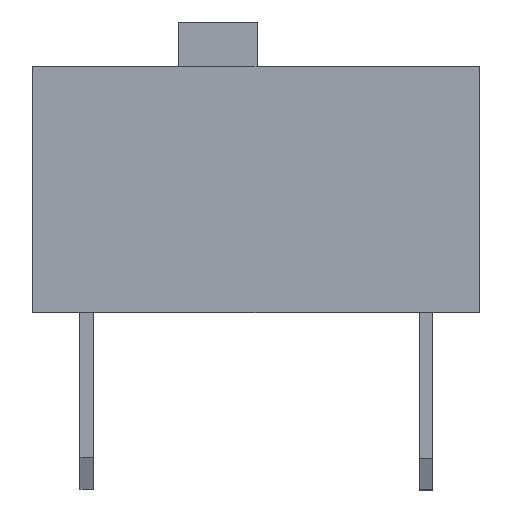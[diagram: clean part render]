
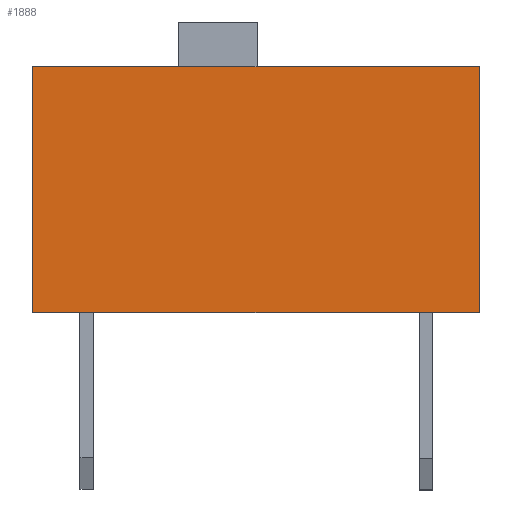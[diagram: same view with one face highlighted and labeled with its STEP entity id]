
A CAD part, top view. The second image highlights one B-rep face of the part: STEP entity #1888.
In plain terms, the highlighted planar face has unit normal (0, 0, 1).
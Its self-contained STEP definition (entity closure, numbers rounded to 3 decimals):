
#485 = PLANE('',#486);
#486 = AXIS2_PLACEMENT_3D('',#487,#488,#489);
#487 = CARTESIAN_POINT('',(-4.321,7.856,
    11.024));
#488 = DIRECTION('',(0.,-1.,0.));
#489 = DIRECTION('',(0.,0.,-1.));
#1638 = VERTEX_POINT('',#1639);
#1639 = CARTESIAN_POINT('',(-4.321,7.856,
    11.024));
#1653 = PLANE('',#1654);
#1654 = AXIS2_PLACEMENT_3D('',#1655,#1656,#1657);
#1655 = CARTESIAN_POINT('',(-4.321,7.856,
    11.024));
#1656 = DIRECTION('',(1.,0.,0.));
#1657 = DIRECTION('',(0.,0.,-1.));
#1665 = EDGE_CURVE('',#1638,#1666,#1668,.T.);
#1666 = VERTEX_POINT('',#1667);
#1667 = CARTESIAN_POINT('',(5.679,7.856,
    11.024));
#1668 = SURFACE_CURVE('',#1669,(#1673,#1680),.PCURVE_S1.);
#1669 = LINE('',#1670,#1671);
#1670 = CARTESIAN_POINT('',(-4.321,7.856,
    11.024));
#1671 = VECTOR('',#1672,1.);
#1672 = DIRECTION('',(1.,0.,0.));
#1673 = PCURVE('',#485,#1674);
#1674 = DEFINITIONAL_REPRESENTATION('',(#1675),#1679);
#1675 = LINE('',#1676,#1677);
#1676 = CARTESIAN_POINT('',(0.,0.));
#1677 = VECTOR('',#1678,1.);
#1678 = DIRECTION('',(0.,1.));
#1679 = ( GEOMETRIC_REPRESENTATION_CONTEXT(2) 
PARAMETRIC_REPRESENTATION_CONTEXT() REPRESENTATION_CONTEXT('2D SPACE',''
  ) );
#1680 = PCURVE('',#1681,#1686);
#1681 = PLANE('',#1682);
#1682 = AXIS2_PLACEMENT_3D('',#1683,#1684,#1685);
#1683 = CARTESIAN_POINT('',(-4.321,7.856,
    11.024));
#1684 = DIRECTION('',(0.,0.,-1.));
#1685 = DIRECTION('',(-1.,0.,0.));
#1686 = DEFINITIONAL_REPRESENTATION('',(#1687),#1691);
#1687 = LINE('',#1688,#1689);
#1688 = CARTESIAN_POINT('',(0.,0.));
#1689 = VECTOR('',#1690,1.);
#1690 = DIRECTION('',(-1.,0.));
#1691 = ( GEOMETRIC_REPRESENTATION_CONTEXT(2) 
PARAMETRIC_REPRESENTATION_CONTEXT() REPRESENTATION_CONTEXT('2D SPACE',''
  ) );
#1707 = PLANE('',#1708);
#1708 = AXIS2_PLACEMENT_3D('',#1709,#1710,#1711);
#1709 = CARTESIAN_POINT('',(5.679,7.856,
    11.024));
#1710 = DIRECTION('',(-1.,0.,0.));
#1711 = DIRECTION('',(0.,0.,1.));
#1819 = VERTEX_POINT('',#1820);
#1820 = CARTESIAN_POINT('',(-4.321,2.356,
    11.024));
#1834 = PLANE('',#1835);
#1835 = AXIS2_PLACEMENT_3D('',#1836,#1837,#1838);
#1836 = CARTESIAN_POINT('',(-4.321,2.356,
    11.024));
#1837 = DIRECTION('',(0.,-1.,0.));
#1838 = DIRECTION('',(0.,0.,-1.));
#1846 = EDGE_CURVE('',#1638,#1819,#1847,.T.);
#1847 = SURFACE_CURVE('',#1848,(#1852,#1859),.PCURVE_S1.);
#1848 = LINE('',#1849,#1850);
#1849 = CARTESIAN_POINT('',(-4.321,7.856,
    11.024));
#1850 = VECTOR('',#1851,1.);
#1851 = DIRECTION('',(0.,-1.,0.));
#1852 = PCURVE('',#1653,#1853);
#1853 = DEFINITIONAL_REPRESENTATION('',(#1854),#1858);
#1854 = LINE('',#1855,#1856);
#1855 = CARTESIAN_POINT('',(0.,0.));
#1856 = VECTOR('',#1857,1.);
#1857 = DIRECTION('',(0.,-1.));
#1858 = ( GEOMETRIC_REPRESENTATION_CONTEXT(2) 
PARAMETRIC_REPRESENTATION_CONTEXT() REPRESENTATION_CONTEXT('2D SPACE',''
  ) );
#1859 = PCURVE('',#1681,#1860);
#1860 = DEFINITIONAL_REPRESENTATION('',(#1861),#1865);
#1861 = LINE('',#1862,#1863);
#1862 = CARTESIAN_POINT('',(0.,0.));
#1863 = VECTOR('',#1864,1.);
#1864 = DIRECTION('',(0.,-1.));
#1865 = ( GEOMETRIC_REPRESENTATION_CONTEXT(2) 
PARAMETRIC_REPRESENTATION_CONTEXT() REPRESENTATION_CONTEXT('2D SPACE',''
  ) );
#1888 = ADVANCED_FACE('',(#1889),#1681,.F.);
#1889 = FACE_BOUND('',#1890,.T.);
#1890 = EDGE_LOOP('',(#1891,#1914,#1935,#1936));
#1891 = ORIENTED_EDGE('',*,*,#1892,.T.);
#1892 = EDGE_CURVE('',#1819,#1893,#1895,.T.);
#1893 = VERTEX_POINT('',#1894);
#1894 = CARTESIAN_POINT('',(5.679,2.356,
    11.024));
#1895 = SURFACE_CURVE('',#1896,(#1900,#1907),.PCURVE_S1.);
#1896 = LINE('',#1897,#1898);
#1897 = CARTESIAN_POINT('',(-4.321,2.356,
    11.024));
#1898 = VECTOR('',#1899,1.);
#1899 = DIRECTION('',(1.,0.,0.));
#1900 = PCURVE('',#1681,#1901);
#1901 = DEFINITIONAL_REPRESENTATION('',(#1902),#1906);
#1902 = LINE('',#1903,#1904);
#1903 = CARTESIAN_POINT('',(0.,-5.5));
#1904 = VECTOR('',#1905,1.);
#1905 = DIRECTION('',(-1.,0.));
#1906 = ( GEOMETRIC_REPRESENTATION_CONTEXT(2) 
PARAMETRIC_REPRESENTATION_CONTEXT() REPRESENTATION_CONTEXT('2D SPACE',''
  ) );
#1907 = PCURVE('',#1834,#1908);
#1908 = DEFINITIONAL_REPRESENTATION('',(#1909),#1913);
#1909 = LINE('',#1910,#1911);
#1910 = CARTESIAN_POINT('',(0.,0.));
#1911 = VECTOR('',#1912,1.);
#1912 = DIRECTION('',(0.,1.));
#1913 = ( GEOMETRIC_REPRESENTATION_CONTEXT(2) 
PARAMETRIC_REPRESENTATION_CONTEXT() REPRESENTATION_CONTEXT('2D SPACE',''
  ) );
#1914 = ORIENTED_EDGE('',*,*,#1915,.F.);
#1915 = EDGE_CURVE('',#1666,#1893,#1916,.T.);
#1916 = SURFACE_CURVE('',#1917,(#1921,#1928),.PCURVE_S1.);
#1917 = LINE('',#1918,#1919);
#1918 = CARTESIAN_POINT('',(5.679,7.856,
    11.024));
#1919 = VECTOR('',#1920,1.);
#1920 = DIRECTION('',(0.,-1.,0.));
#1921 = PCURVE('',#1681,#1922);
#1922 = DEFINITIONAL_REPRESENTATION('',(#1923),#1927);
#1923 = LINE('',#1924,#1925);
#1924 = CARTESIAN_POINT('',(-10.,0.));
#1925 = VECTOR('',#1926,1.);
#1926 = DIRECTION('',(0.,-1.));
#1927 = ( GEOMETRIC_REPRESENTATION_CONTEXT(2) 
PARAMETRIC_REPRESENTATION_CONTEXT() REPRESENTATION_CONTEXT('2D SPACE',''
  ) );
#1928 = PCURVE('',#1707,#1929);
#1929 = DEFINITIONAL_REPRESENTATION('',(#1930),#1934);
#1930 = LINE('',#1931,#1932);
#1931 = CARTESIAN_POINT('',(0.,0.));
#1932 = VECTOR('',#1933,1.);
#1933 = DIRECTION('',(0.,-1.));
#1934 = ( GEOMETRIC_REPRESENTATION_CONTEXT(2) 
PARAMETRIC_REPRESENTATION_CONTEXT() REPRESENTATION_CONTEXT('2D SPACE',''
  ) );
#1935 = ORIENTED_EDGE('',*,*,#1665,.F.);
#1936 = ORIENTED_EDGE('',*,*,#1846,.T.);
